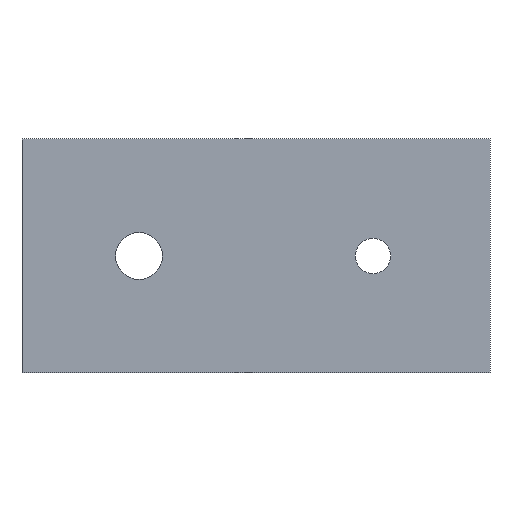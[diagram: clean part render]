
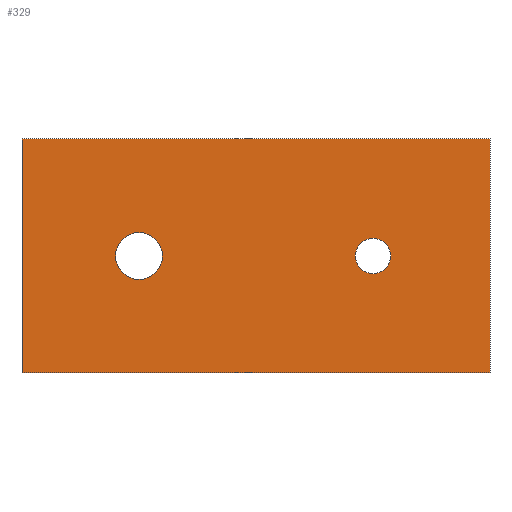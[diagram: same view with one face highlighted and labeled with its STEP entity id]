
A CAD part, front view. The second image highlights one B-rep face of the part: STEP entity #329.
In plain terms, the highlighted planar face has unit normal (0, -1, 0).
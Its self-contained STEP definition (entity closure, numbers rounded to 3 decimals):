
#13 = EDGE_CURVE ( 'NONE', #76, #111, #50, .T. ) ;
#17 = ORIENTED_EDGE ( 'NONE', *, *, #13, .T. ) ;
#21 = FACE_BOUND ( 'NONE', #348, .T. ) ;
#27 = DIRECTION ( 'NONE',  ( 0., 0., -1. ) ) ;
#33 = CARTESIAN_POINT ( 'NONE',  ( 200., 0., -100. ) ) ;
#36 = EDGE_CURVE ( 'NONE', #111, #76, #258, .T. ) ;
#41 = CARTESIAN_POINT ( 'NONE',  ( 100., 0., -15. ) ) ;
#50 = CIRCLE ( 'NONE', #191, 20. ) ;
#56 = EDGE_CURVE ( 'NONE', #222, #86, #178, .T. ) ;
#63 = AXIS2_PLACEMENT_3D ( 'NONE', #229, #141, #75 ) ;
#68 = LINE ( 'NONE', #335, #307 ) ;
#72 = DIRECTION ( 'NONE',  ( 0., 1., 0. ) ) ;
#75 = DIRECTION ( 'NONE',  ( 0., 0., 1. ) ) ;
#76 = VERTEX_POINT ( 'NONE', #120 ) ;
#80 = FACE_BOUND ( 'NONE', #205, .T. ) ;
#86 = VERTEX_POINT ( 'NONE', #33 ) ;
#96 = VECTOR ( 'NONE', #280, 1000. ) ;
#99 = CARTESIAN_POINT ( 'NONE',  ( -200., 0., 100. ) ) ;
#107 = ORIENTED_EDGE ( 'NONE', *, *, #36, .T. ) ;
#110 = PLANE ( 'NONE',  #367 ) ;
#111 = VERTEX_POINT ( 'NONE', #284 ) ;
#120 = CARTESIAN_POINT ( 'NONE',  ( -100., 0., 20. ) ) ;
#124 = DIRECTION ( 'NONE',  ( 1., 0., 0. ) ) ;
#135 = ORIENTED_EDGE ( 'NONE', *, *, #309, .F. ) ;
#136 = CIRCLE ( 'NONE', #245, 15. ) ;
#137 = CARTESIAN_POINT ( 'NONE',  ( 100., 0., 15. ) ) ;
#140 = VERTEX_POINT ( 'NONE', #365 ) ;
#141 = DIRECTION ( 'NONE',  ( 0., 1., 0. ) ) ;
#151 = DIRECTION ( 'NONE',  ( 0., 0., 1. ) ) ;
#156 = CARTESIAN_POINT ( 'NONE',  ( 200., 0., -100. ) ) ;
#160 = CARTESIAN_POINT ( 'NONE',  ( 200., 0., 100. ) ) ;
#164 = CARTESIAN_POINT ( 'NONE',  ( 0., 0., 0. ) ) ;
#172 = ORIENTED_EDGE ( 'NONE', *, *, #349, .T. ) ;
#178 = LINE ( 'NONE', #302, #209 ) ;
#187 = DIRECTION ( 'NONE',  ( 0., 0., 1. ) ) ;
#191 = AXIS2_PLACEMENT_3D ( 'NONE', #272, #214, #308 ) ;
#197 = ORIENTED_EDGE ( 'NONE', *, *, #312, .F. ) ;
#205 = EDGE_LOOP ( 'NONE', ( #342, #172 ) ) ;
#209 = VECTOR ( 'NONE', #27, 1000. ) ;
#214 = DIRECTION ( 'NONE',  ( 0., 1., 0. ) ) ;
#217 = LINE ( 'NONE', #156, #96 ) ;
#219 = CARTESIAN_POINT ( 'NONE',  ( 100., 0., 0. ) ) ;
#222 = VERTEX_POINT ( 'NONE', #160 ) ;
#225 = ORIENTED_EDGE ( 'NONE', *, *, #56, .F. ) ;
#226 = VERTEX_POINT ( 'NONE', #41 ) ;
#229 = CARTESIAN_POINT ( 'NONE',  ( 100., 0., 0. ) ) ;
#231 = CARTESIAN_POINT ( 'NONE',  ( -200., 0., 100. ) ) ;
#233 = DIRECTION ( 'NONE',  ( 0., 1., 0. ) ) ;
#243 = DIRECTION ( 'NONE',  ( 0., 1., 0. ) ) ;
#244 = AXIS2_PLACEMENT_3D ( 'NONE', #358, #243, #151 ) ;
#245 = AXIS2_PLACEMENT_3D ( 'NONE', #219, #72, #187 ) ;
#250 = EDGE_CURVE ( 'NONE', #140, #355, #310, .T. ) ;
#256 = EDGE_CURVE ( 'NONE', #375, #226, #136, .T. ) ;
#258 = CIRCLE ( 'NONE', #244, 20. ) ;
#260 = DIRECTION ( 'NONE',  ( 0., 0., 1. ) ) ;
#272 = CARTESIAN_POINT ( 'NONE',  ( -100., 0., 0. ) ) ;
#279 = CIRCLE ( 'NONE', #63, 15. ) ;
#280 = DIRECTION ( 'NONE',  ( -1., 0., 0. ) ) ;
#284 = CARTESIAN_POINT ( 'NONE',  ( -100., 0., -20. ) ) ;
#290 = FACE_OUTER_BOUND ( 'NONE', #291, .T. ) ;
#291 = EDGE_LOOP ( 'NONE', ( #345, #135, #225, #197 ) ) ;
#302 = CARTESIAN_POINT ( 'NONE',  ( 200., 0., 100. ) ) ;
#307 = VECTOR ( 'NONE', #124, 1000. ) ;
#308 = DIRECTION ( 'NONE',  ( 0., 0., 1. ) ) ;
#309 = EDGE_CURVE ( 'NONE', #86, #140, #217, .T. ) ;
#310 = LINE ( 'NONE', #99, #316 ) ;
#312 = EDGE_CURVE ( 'NONE', #355, #222, #68, .T. ) ;
#316 = VECTOR ( 'NONE', #340, 1000. ) ;
#329 = ADVANCED_FACE ( 'NONE', ( #21, #80, #290 ), #110, .F. ) ;
#335 = CARTESIAN_POINT ( 'NONE',  ( 200., 0., 100. ) ) ;
#340 = DIRECTION ( 'NONE',  ( 0., 0., 1. ) ) ;
#342 = ORIENTED_EDGE ( 'NONE', *, *, #256, .T. ) ;
#345 = ORIENTED_EDGE ( 'NONE', *, *, #250, .F. ) ;
#348 = EDGE_LOOP ( 'NONE', ( #17, #107 ) ) ;
#349 = EDGE_CURVE ( 'NONE', #226, #375, #279, .T. ) ;
#355 = VERTEX_POINT ( 'NONE', #231 ) ;
#358 = CARTESIAN_POINT ( 'NONE',  ( -100., 0., 0. ) ) ;
#365 = CARTESIAN_POINT ( 'NONE',  ( -200., 0., -100. ) ) ;
#367 = AXIS2_PLACEMENT_3D ( 'NONE', #164, #233, #260 ) ;
#375 = VERTEX_POINT ( 'NONE', #137 ) ;
